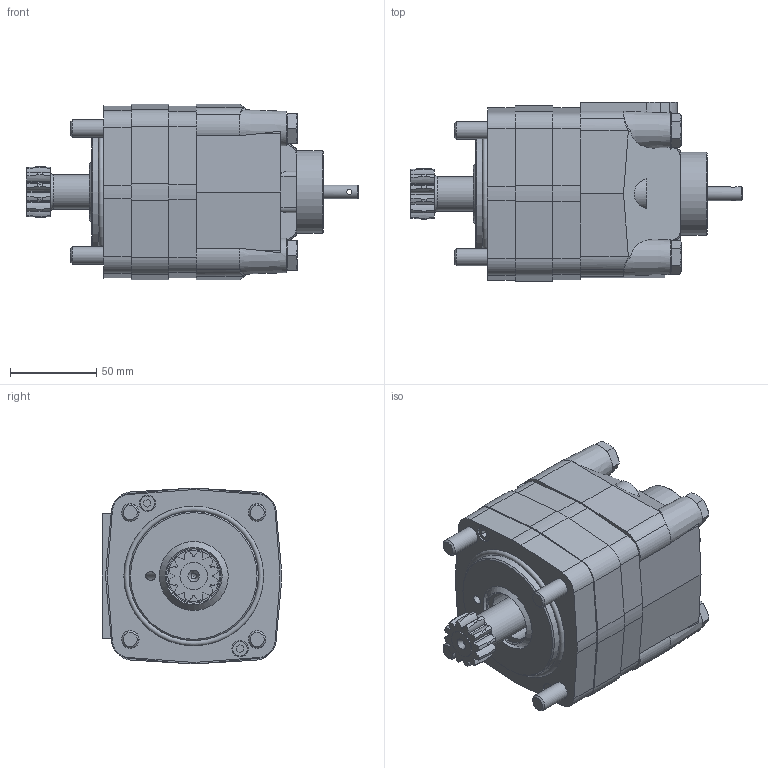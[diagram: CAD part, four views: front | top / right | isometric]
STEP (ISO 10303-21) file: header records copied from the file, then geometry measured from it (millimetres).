
FILE_DESCRIPTION(/* description */ ('STEP AP214'),/* implementation_level */ '2;1');
FILE_NAME(/* name */ 'MSU125T_4',/* time_stamp */ '2023-02-02T13:35:24+01:00',/* author */ ('License CC BY-ND 4.0'),/* organization */ ('CADENAS'),/* preprocessor_version */ 'ST-DEVELOPER v18.102',/* originating_system */ 'PARTsolutions',/* authorisation */ ' ');
FILE_SCHEMA (('AUTOMOTIVE_DESIGN {1 0 10303 214 3 1 1}'));
Length unit declared in the file: millimetre
Products named in the file (6): MSU125T/4; Hexagon bolt DIN 931-1 M10x1250; MST-P; MS-VP; MS125U-D; MSU-MF
Assembly tree (8 placements, depth 2):
  MSU125T/4
    Hexagon bolt DIN 931-1 M10x1250  x4
    MST-P
    MS-VP
    MS125U-D
    MSU-MF
Bounding box: 192.5 x 103.98 x 102 mm (x, y, z)
Volume: 1054024.7 mm3; surface area: 165085.9 mm2
Topology: 8 solids, 8 shells, 536 faces, 1395 edges, 901 vertices
Faces by surface type: plane 232, cylinder 173, cone 101, sphere 20, torus 10
Full cylindrical faces by diameter (mm): 2 x4, 3 x1, 3.15 x1, 4 x4, 4.134 x4, 5 x1, 8 x1, 8.376 x2, 8.5 x6, 9 x4, 9.5 x2, 10 x4, 10.1 x6, 10.2 x4, 10.5 x8, 12.2 x1, 16 x5, 17.8 x1, 18.631 x2, 20 x1, 22 x1, 30 x1, 40 x1, 48 x1, 75 x1
Entity records: 14662 total; most frequent: CARTESIAN_POINT 3132, DIRECTION 2385, ORIENTED_EDGE 2226, EDGE_CURVE 1113, AXIS2_PLACEMENT_3D 973, VERTEX_POINT 794, FACE_BOUND 685, EDGE_LOOP 670
